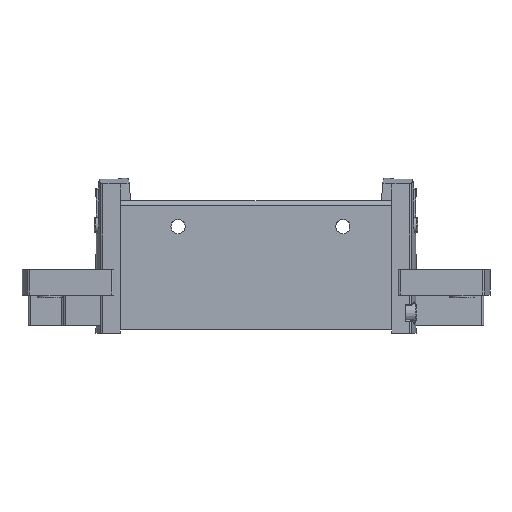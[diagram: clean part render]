
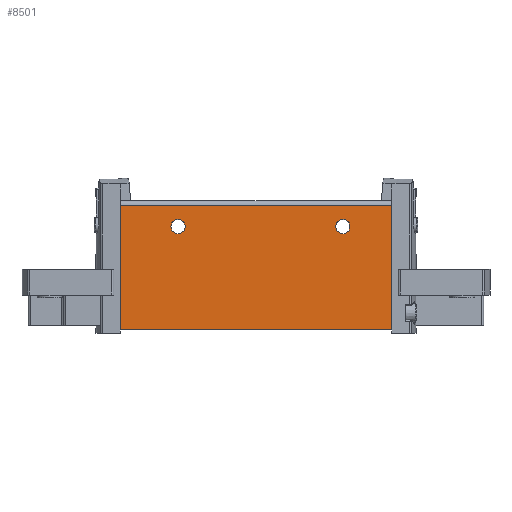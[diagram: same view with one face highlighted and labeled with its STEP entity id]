
A CAD part, top view. The second image highlights one B-rep face of the part: STEP entity #8501.
In plain terms, the highlighted planar face has unit normal (0, 0, 1).
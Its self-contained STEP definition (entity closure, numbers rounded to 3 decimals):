
#80=PLANE('',#9045);
#439=LINE('',#12423,#889);
#442=LINE('',#12433,#892);
#443=LINE('',#12435,#893);
#444=LINE('',#12437,#894);
#889=VECTOR('',#10160,1000.);
#892=VECTOR('',#10171,1000.);
#893=VECTOR('',#10172,1000.);
#894=VECTOR('',#10173,1000.);
#1605=ORIENTED_EDGE('',*,*,#3311,.F.);
#1606=ORIENTED_EDGE('',*,*,#3312,.F.);
#1607=ORIENTED_EDGE('',*,*,#3313,.T.);
#1608=ORIENTED_EDGE('',*,*,#3314,.F.);
#1609=ORIENTED_EDGE('',*,*,#3315,.F.);
#1610=ORIENTED_EDGE('',*,*,#3307,.T.);
#3307=EDGE_CURVE('',#4148,#4147,#439,.T.);
#3311=EDGE_CURVE('',#4149,#4149,#4587,.T.);
#3312=EDGE_CURVE('',#4150,#4150,#4588,.T.);
#3313=EDGE_CURVE('',#4147,#4151,#442,.T.);
#3314=EDGE_CURVE('',#4152,#4151,#443,.T.);
#3315=EDGE_CURVE('',#4148,#4152,#444,.T.);
#4147=VERTEX_POINT('',#12422);
#4148=VERTEX_POINT('',#12424);
#4149=VERTEX_POINT('',#12430);
#4150=VERTEX_POINT('',#12432);
#4151=VERTEX_POINT('',#12434);
#4152=VERTEX_POINT('',#12436);
#4587=CIRCLE('',#9046,1.6);
#4588=CIRCLE('',#9047,1.6);
#4865=EDGE_LOOP('',(#1605));
#4866=EDGE_LOOP('',(#1606));
#4867=EDGE_LOOP('',(#1607,#1608,#1609,#1610));
#5333=FACE_BOUND('',#4865,.T.);
#5334=FACE_BOUND('',#4866,.T.);
#5335=FACE_BOUND('',#4867,.T.);
#8501=ADVANCED_FACE('',(#5333,#5334,#5335),#80,.F.);
#9045=AXIS2_PLACEMENT_3D('',#12428,#10165,#10166);
#9046=AXIS2_PLACEMENT_3D('',#12429,#10167,#10168);
#9047=AXIS2_PLACEMENT_3D('',#12431,#10169,#10170);
#10160=DIRECTION('',(-1.,0.,0.));
#10165=DIRECTION('',(0.,0.,-1.));
#10166=DIRECTION('',(-1.,0.,0.));
#10167=DIRECTION('',(0.,0.,1.));
#10168=DIRECTION('',(1.,0.,0.));
#10169=DIRECTION('',(0.,0.,1.));
#10170=DIRECTION('',(1.,0.,0.));
#10171=DIRECTION('',(0.,-1.,0.));
#10172=DIRECTION('',(-1.,0.,0.));
#10173=DIRECTION('',(0.,-1.,0.));
#12422=CARTESIAN_POINT('',(-30.45,28.,7.2));
#12423=CARTESIAN_POINT('',(30.45,28.,7.2));
#12424=CARTESIAN_POINT('',(30.45,28.,7.2));
#12428=CARTESIAN_POINT('',(30.45,28.,7.2));
#12429=CARTESIAN_POINT('',(-17.5,23.2,7.2));
#12430=CARTESIAN_POINT('',(-15.9,23.2,7.2));
#12431=CARTESIAN_POINT('',(19.5,23.2,7.2));
#12432=CARTESIAN_POINT('',(21.1,23.2,7.2));
#12433=CARTESIAN_POINT('',(-30.45,28.,7.2));
#12434=CARTESIAN_POINT('',(-30.45,0.,7.2));
#12435=CARTESIAN_POINT('',(30.45,0.,7.2));
#12436=CARTESIAN_POINT('',(30.45,0.,7.2));
#12437=CARTESIAN_POINT('',(30.45,28.,7.2));
